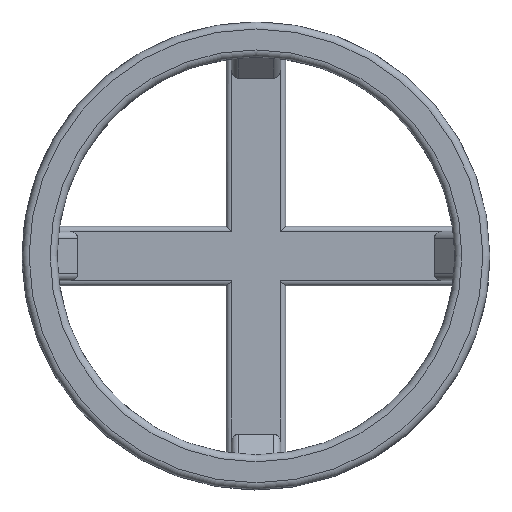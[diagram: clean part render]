
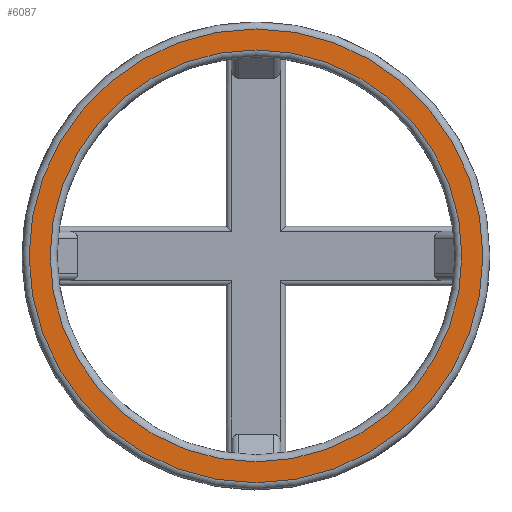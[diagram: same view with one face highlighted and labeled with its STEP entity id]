
A CAD part, top view. The second image highlights one B-rep face of the part: STEP entity #6087.
In plain terms, the highlighted planar face has unit normal (0, 0, 1).
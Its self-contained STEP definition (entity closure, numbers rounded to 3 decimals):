
#361 = TOROIDAL_SURFACE('',#362,29.5,1.);
#362 = AXIS2_PLACEMENT_3D('',#363,#364,#365);
#363 = CARTESIAN_POINT('',(0.,0.,21.));
#364 = DIRECTION('',(0.,0.,1.));
#365 = DIRECTION('',(1.,0.,-0.));
#4641 = VERTEX_POINT('',#4642);
#4642 = CARTESIAN_POINT('',(29.5,0.,22.));
#4662 = EDGE_CURVE('',#4641,#4641,#4663,.T.);
#4663 = SURFACE_CURVE('',#4664,(#4669,#4676),.PCURVE_S1.);
#4664 = CIRCLE('',#4665,29.5);
#4665 = AXIS2_PLACEMENT_3D('',#4666,#4667,#4668);
#4666 = CARTESIAN_POINT('',(0.,0.,22.));
#4667 = DIRECTION('',(0.,0.,1.));
#4668 = DIRECTION('',(1.,0.,-0.));
#4669 = PCURVE('',#361,#4670);
#4670 = DEFINITIONAL_REPRESENTATION('',(#4671),#4675);
#4671 = LINE('',#4672,#4673);
#4672 = CARTESIAN_POINT('',(0.,1.571));
#4673 = VECTOR('',#4674,1.);
#4674 = DIRECTION('',(1.,0.));
#4675 = ( GEOMETRIC_REPRESENTATION_CONTEXT(2) 
PARAMETRIC_REPRESENTATION_CONTEXT() REPRESENTATION_CONTEXT('2D SPACE',''
  ) );
#4676 = PCURVE('',#4677,#4682);
#4677 = PLANE('',#4678);
#4678 = AXIS2_PLACEMENT_3D('',#4679,#4680,#4681);
#4679 = CARTESIAN_POINT('',(0.,0.,22.)
  );
#4680 = DIRECTION('',(0.,0.,1.));
#4681 = DIRECTION('',(1.,0.,-0.));
#4682 = DEFINITIONAL_REPRESENTATION('',(#4683),#4687);
#4683 = CIRCLE('',#4684,29.5);
#4684 = AXIS2_PLACEMENT_2D('',#4685,#4686);
#4685 = CARTESIAN_POINT('',(0.,0.));
#4686 = DIRECTION('',(1.,0.));
#4687 = ( GEOMETRIC_REPRESENTATION_CONTEXT(2) 
PARAMETRIC_REPRESENTATION_CONTEXT() REPRESENTATION_CONTEXT('2D SPACE',''
  ) );
#6087 = ADVANCED_FACE('',(#6088,#6119),#4677,.T.);
#6088 = FACE_BOUND('',#6089,.T.);
#6089 = EDGE_LOOP('',(#6090));
#6090 = ORIENTED_EDGE('',*,*,#6091,.T.);
#6091 = EDGE_CURVE('',#6092,#6092,#6094,.T.);
#6092 = VERTEX_POINT('',#6093);
#6093 = CARTESIAN_POINT('',(32.5,0.,22.));
#6094 = SURFACE_CURVE('',#6095,(#6100,#6107),.PCURVE_S1.);
#6095 = CIRCLE('',#6096,32.5);
#6096 = AXIS2_PLACEMENT_3D('',#6097,#6098,#6099);
#6097 = CARTESIAN_POINT('',(0.,0.,22.));
#6098 = DIRECTION('',(0.,0.,1.));
#6099 = DIRECTION('',(1.,0.,-0.));
#6100 = PCURVE('',#4677,#6101);
#6101 = DEFINITIONAL_REPRESENTATION('',(#6102),#6106);
#6102 = CIRCLE('',#6103,32.5);
#6103 = AXIS2_PLACEMENT_2D('',#6104,#6105);
#6104 = CARTESIAN_POINT('',(0.,0.));
#6105 = DIRECTION('',(1.,0.));
#6106 = ( GEOMETRIC_REPRESENTATION_CONTEXT(2) 
PARAMETRIC_REPRESENTATION_CONTEXT() REPRESENTATION_CONTEXT('2D SPACE',''
  ) );
#6107 = PCURVE('',#6108,#6113);
#6108 = TOROIDAL_SURFACE('',#6109,32.5,1.);
#6109 = AXIS2_PLACEMENT_3D('',#6110,#6111,#6112);
#6110 = CARTESIAN_POINT('',(0.,0.,21.));
#6111 = DIRECTION('',(0.,0.,1.));
#6112 = DIRECTION('',(1.,0.,-0.));
#6113 = DEFINITIONAL_REPRESENTATION('',(#6114),#6118);
#6114 = LINE('',#6115,#6116);
#6115 = CARTESIAN_POINT('',(0.,1.571));
#6116 = VECTOR('',#6117,1.);
#6117 = DIRECTION('',(1.,0.));
#6118 = ( GEOMETRIC_REPRESENTATION_CONTEXT(2) 
PARAMETRIC_REPRESENTATION_CONTEXT() REPRESENTATION_CONTEXT('2D SPACE',''
  ) );
#6119 = FACE_BOUND('',#6120,.T.);
#6120 = EDGE_LOOP('',(#6121));
#6121 = ORIENTED_EDGE('',*,*,#4662,.F.);
